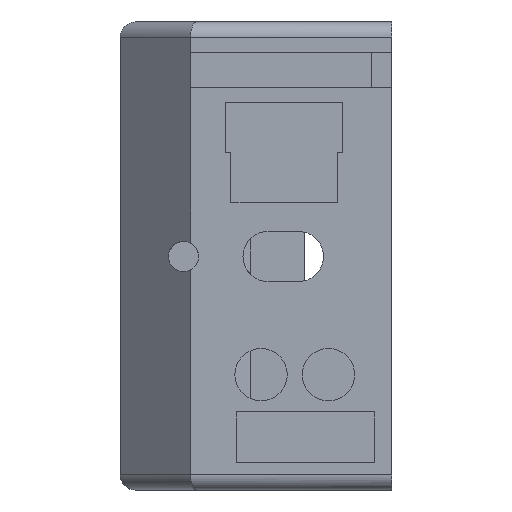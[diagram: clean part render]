
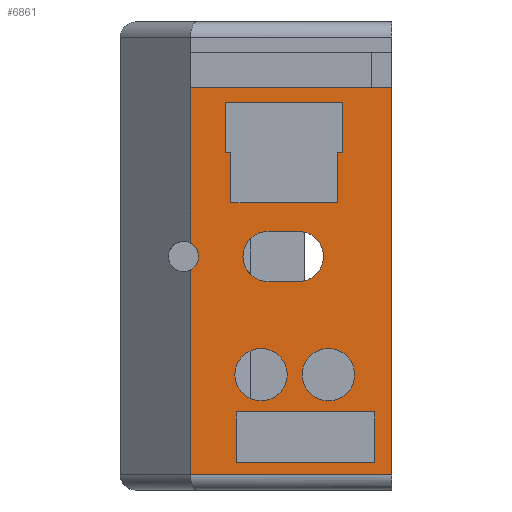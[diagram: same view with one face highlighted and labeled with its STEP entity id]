
A CAD part, left-side view. The second image highlights one B-rep face of the part: STEP entity #6861.
In plain terms, the highlighted planar face has unit normal (-1, 0, 0).
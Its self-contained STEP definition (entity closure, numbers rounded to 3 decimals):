
#120=FACE_BOUND('',#1069,.T.);
#121=FACE_BOUND('',#1070,.T.);
#122=FACE_BOUND('',#1071,.T.);
#123=FACE_BOUND('',#1072,.T.);
#124=FACE_BOUND('',#1073,.T.);
#234=PLANE('',#7319);
#415=CIRCLE('',#7255,2.5);
#418=CIRCLE('',#7261,2.5);
#423=CIRCLE('',#7317,1.5);
#424=CIRCLE('',#7320,2.6);
#425=CIRCLE('',#7321,2.6);
#662=FACE_OUTER_BOUND('',#1068,.T.);
#1068=EDGE_LOOP('',(#5228,#5229,#5230,#5231,#5232,#5233));
#1069=EDGE_LOOP('',(#5234,#5235,#5236,#5237));
#1070=EDGE_LOOP('',(#5238,#5239,#5240,#5241,#5242,#5243,#5244,#5245));
#1071=EDGE_LOOP('',(#5246,#5247,#5248,#5249));
#1072=EDGE_LOOP('',(#5250));
#1073=EDGE_LOOP('',(#5251));
#1459=LINE('',#9781,#2197);
#1460=LINE('',#9787,#2198);
#1538=LINE('',#9978,#2276);
#1557=LINE('',#10049,#2295);
#1561=LINE('',#10057,#2299);
#1564=LINE('',#10063,#2302);
#1567=LINE('',#10068,#2305);
#1569=LINE('',#10074,#2307);
#1573=LINE('',#10082,#2311);
#1576=LINE('',#10088,#2314);
#1579=LINE('',#10094,#2317);
#1582=LINE('',#10100,#2320);
#1585=LINE('',#10106,#2323);
#1588=LINE('',#10112,#2326);
#1591=LINE('',#10117,#2329);
#1625=LINE('',#10205,#2363);
#1633=LINE('',#10229,#2371);
#1637=LINE('',#10236,#2375);
#1775=LINE('',#10575,#2513);
#2197=VECTOR('',#7812,10.);
#2198=VECTOR('',#7817,10.);
#2276=VECTOR('',#7947,10.);
#2295=VECTOR('',#8002,10.);
#2299=VECTOR('',#8008,10.);
#2302=VECTOR('',#8013,10.);
#2305=VECTOR('',#8018,10.);
#2307=VECTOR('',#8024,10.);
#2311=VECTOR('',#8030,10.);
#2314=VECTOR('',#8035,10.);
#2317=VECTOR('',#8040,10.);
#2320=VECTOR('',#8045,10.);
#2323=VECTOR('',#8050,10.);
#2326=VECTOR('',#8055,10.);
#2329=VECTOR('',#8060,10.);
#2363=VECTOR('',#8140,10.);
#2371=VECTOR('',#8162,10.);
#2375=VECTOR('',#8168,10.);
#2513=VECTOR('',#8430,10.);
#2935=VERTEX_POINT('',#9778);
#2936=VERTEX_POINT('',#9780);
#2938=VERTEX_POINT('',#9784);
#2939=VERTEX_POINT('',#9786);
#3026=VERTEX_POINT('',#9976);
#3045=VERTEX_POINT('',#10047);
#3046=VERTEX_POINT('',#10048);
#3049=VERTEX_POINT('',#10056);
#3051=VERTEX_POINT('',#10062);
#3053=VERTEX_POINT('',#10072);
#3054=VERTEX_POINT('',#10073);
#3057=VERTEX_POINT('',#10081);
#3059=VERTEX_POINT('',#10087);
#3061=VERTEX_POINT('',#10093);
#3063=VERTEX_POINT('',#10099);
#3065=VERTEX_POINT('',#10105);
#3067=VERTEX_POINT('',#10111);
#3099=VERTEX_POINT('',#10203);
#3105=VERTEX_POINT('',#10220);
#3106=VERTEX_POINT('',#10222);
#3108=VERTEX_POINT('',#10228);
#3110=VERTEX_POINT('',#10234);
#3201=VERTEX_POINT('',#10576);
#3202=VERTEX_POINT('',#10578);
#3588=EDGE_CURVE('',#2935,#2936,#1459,.T.);
#3591=EDGE_CURVE('',#2938,#2939,#1460,.T.);
#3687=EDGE_CURVE('',#3026,#2935,#1538,.T.);
#3716=EDGE_CURVE('',#3045,#3046,#1557,.T.);
#3720=EDGE_CURVE('',#3049,#3045,#1561,.T.);
#3723=EDGE_CURVE('',#3051,#3049,#1564,.T.);
#3726=EDGE_CURVE('',#3046,#3051,#1567,.T.);
#3728=EDGE_CURVE('',#3053,#3054,#1569,.T.);
#3732=EDGE_CURVE('',#3057,#3053,#1573,.T.);
#3735=EDGE_CURVE('',#3059,#3057,#1576,.T.);
#3738=EDGE_CURVE('',#3061,#3059,#1579,.T.);
#3741=EDGE_CURVE('',#3063,#3061,#1582,.T.);
#3744=EDGE_CURVE('',#3065,#3063,#1585,.T.);
#3747=EDGE_CURVE('',#3067,#3065,#1588,.T.);
#3750=EDGE_CURVE('',#3054,#3067,#1591,.T.);
#3794=EDGE_CURVE('',#3099,#3026,#1625,.T.);
#3802=EDGE_CURVE('',#3106,#3105,#415,.T.);
#3805=EDGE_CURVE('',#3108,#3106,#1633,.T.);
#3809=EDGE_CURVE('',#3105,#3110,#1637,.T.);
#3813=EDGE_CURVE('',#3110,#3108,#418,.T.);
#3954=EDGE_CURVE('',#2938,#2936,#423,.T.);
#3958=EDGE_CURVE('',#3099,#2939,#1775,.T.);
#3959=EDGE_CURVE('',#3201,#3201,#424,.T.);
#3960=EDGE_CURVE('',#3202,#3202,#425,.T.);
#5228=ORIENTED_EDGE('',*,*,#3687,.F.);
#5229=ORIENTED_EDGE('',*,*,#3794,.F.);
#5230=ORIENTED_EDGE('',*,*,#3958,.T.);
#5231=ORIENTED_EDGE('',*,*,#3591,.F.);
#5232=ORIENTED_EDGE('',*,*,#3954,.T.);
#5233=ORIENTED_EDGE('',*,*,#3588,.F.);
#5234=ORIENTED_EDGE('',*,*,#3716,.T.);
#5235=ORIENTED_EDGE('',*,*,#3726,.T.);
#5236=ORIENTED_EDGE('',*,*,#3723,.T.);
#5237=ORIENTED_EDGE('',*,*,#3720,.T.);
#5238=ORIENTED_EDGE('',*,*,#3728,.T.);
#5239=ORIENTED_EDGE('',*,*,#3750,.T.);
#5240=ORIENTED_EDGE('',*,*,#3747,.T.);
#5241=ORIENTED_EDGE('',*,*,#3744,.T.);
#5242=ORIENTED_EDGE('',*,*,#3741,.T.);
#5243=ORIENTED_EDGE('',*,*,#3738,.T.);
#5244=ORIENTED_EDGE('',*,*,#3735,.T.);
#5245=ORIENTED_EDGE('',*,*,#3732,.T.);
#5246=ORIENTED_EDGE('',*,*,#3809,.T.);
#5247=ORIENTED_EDGE('',*,*,#3813,.T.);
#5248=ORIENTED_EDGE('',*,*,#3805,.T.);
#5249=ORIENTED_EDGE('',*,*,#3802,.T.);
#5250=ORIENTED_EDGE('',*,*,#3959,.T.);
#5251=ORIENTED_EDGE('',*,*,#3960,.T.);
#6861=ADVANCED_FACE('',(#662,#120,#121,#122,#123,#124),#234,.T.);
#7255=AXIS2_PLACEMENT_3D('',#10223,#8156,#8157);
#7261=AXIS2_PLACEMENT_3D('',#10257,#8175,#8176);
#7317=AXIS2_PLACEMENT_3D('',#10549,#8422,#8423);
#7319=AXIS2_PLACEMENT_3D('',#10574,#8428,#8429);
#7320=AXIS2_PLACEMENT_3D('',#10577,#8431,#8432);
#7321=AXIS2_PLACEMENT_3D('',#10579,#8433,#8434);
#7812=DIRECTION('',(0.,0.,1.));
#7817=DIRECTION('',(0.,0.,1.));
#7947=DIRECTION('',(0.,1.,0.));
#8002=DIRECTION('',(0.,-1.,0.));
#8008=DIRECTION('',(0.,0.,1.));
#8013=DIRECTION('',(0.,1.,0.));
#8018=DIRECTION('',(0.,0.,-1.));
#8024=DIRECTION('',(0.,0.,1.));
#8030=DIRECTION('',(0.,1.,0.));
#8035=DIRECTION('',(0.,0.,-1.));
#8040=DIRECTION('',(0.,1.,0.));
#8045=DIRECTION('',(0.,0.,-1.));
#8050=DIRECTION('',(0.,-1.,0.));
#8055=DIRECTION('',(0.,0.,1.));
#8060=DIRECTION('',(0.,1.,0.));
#8140=DIRECTION('',(0.,0.,-1.));
#8156=DIRECTION('center_axis',(1.,0.,0.));
#8157=DIRECTION('ref_axis',(0.,0.,-1.));
#8162=DIRECTION('',(0.,-1.,0.));
#8168=DIRECTION('',(0.,1.,0.));
#8175=DIRECTION('center_axis',(1.,0.,0.));
#8176=DIRECTION('ref_axis',(0.,0.,1.));
#8422=DIRECTION('center_axis',(1.,0.,0.));
#8423=DIRECTION('ref_axis',(0.,0.,1.));
#8428=DIRECTION('center_axis',(-1.,0.,0.));
#8429=DIRECTION('ref_axis',(0.,0.,1.));
#8430=DIRECTION('',(0.,1.,0.));
#8431=DIRECTION('center_axis',(1.,0.,0.));
#8432=DIRECTION('ref_axis',(0.,0.,1.));
#8433=DIRECTION('center_axis',(1.,0.,0.));
#8434=DIRECTION('ref_axis',(0.,0.,1.));
#9778=CARTESIAN_POINT('',(-56.8,33.,-21.7));
#9780=CARTESIAN_POINT('',(-56.8,33.,-1.327));
#9781=CARTESIAN_POINT('',(-56.8,33.,10.175));
#9784=CARTESIAN_POINT('',(-56.8,33.,1.327));
#9786=CARTESIAN_POINT('',(-56.8,33.,16.8));
#9787=CARTESIAN_POINT('',(-56.8,33.,10.175));
#9976=CARTESIAN_POINT('',(-56.8,13.,-21.7));
#9978=CARTESIAN_POINT('',(-56.8,13.,-21.7));
#10047=CARTESIAN_POINT('',(-56.8,28.451,-15.447));
#10048=CARTESIAN_POINT('',(-56.8,14.709,-15.447));
#10049=CARTESIAN_POINT('',(-56.8,20.726,-15.447));
#10056=CARTESIAN_POINT('',(-56.8,28.451,-20.447));
#10057=CARTESIAN_POINT('',(-56.8,28.451,-0.073));
#10062=CARTESIAN_POINT('',(-56.8,14.709,-20.447));
#10063=CARTESIAN_POINT('',(-56.8,13.854,-20.447));
#10068=CARTESIAN_POINT('',(-56.8,14.709,2.427));
#10072=CARTESIAN_POINT('',(-56.8,28.99,5.333));
#10073=CARTESIAN_POINT('',(-56.8,28.99,10.333));
#10074=CARTESIAN_POINT('',(-56.8,28.99,12.817));
#10081=CARTESIAN_POINT('',(-56.8,18.387,5.333));
#10082=CARTESIAN_POINT('',(-56.8,15.693,5.333));
#10087=CARTESIAN_POINT('',(-56.8,18.387,10.333));
#10088=CARTESIAN_POINT('',(-56.8,18.387,15.317));
#10093=CARTESIAN_POINT('',(-56.8,17.871,10.333));
#10094=CARTESIAN_POINT('',(-56.8,15.436,10.333));
#10099=CARTESIAN_POINT('',(-56.8,17.871,15.333));
#10100=CARTESIAN_POINT('',(-56.8,17.871,17.817));
#10105=CARTESIAN_POINT('',(-56.8,29.505,15.333));
#10106=CARTESIAN_POINT('',(-56.8,21.253,15.333));
#10111=CARTESIAN_POINT('',(-56.8,29.505,10.333));
#10112=CARTESIAN_POINT('',(-56.8,29.505,15.317));
#10117=CARTESIAN_POINT('',(-56.8,20.995,10.333));
#10203=CARTESIAN_POINT('',(-56.8,13.,16.8));
#10205=CARTESIAN_POINT('',(-56.8,13.,-11.575));
#10220=CARTESIAN_POINT('',(-56.8,22.3,-2.5));
#10222=CARTESIAN_POINT('',(-56.8,22.3,2.5));
#10223=CARTESIAN_POINT('Origin',(-56.8,22.3,0.));
#10228=CARTESIAN_POINT('',(-56.8,25.3,2.5));
#10229=CARTESIAN_POINT('',(-56.8,19.15,2.5));
#10234=CARTESIAN_POINT('',(-56.8,25.3,-2.5));
#10236=CARTESIAN_POINT('',(-56.8,17.65,-2.5));
#10257=CARTESIAN_POINT('Origin',(-56.8,25.3,0.));
#10549=CARTESIAN_POINT('Origin',(-56.8,33.7,0.));
#10574=CARTESIAN_POINT('Origin',(-56.8,13.,20.3));
#10575=CARTESIAN_POINT('',(-56.8,13.,16.8));
#10576=CARTESIAN_POINT('',(-56.8,26.,-14.35));
#10577=CARTESIAN_POINT('Origin',(-56.8,26.,-11.75));
#10578=CARTESIAN_POINT('',(-56.8,19.3,-14.35));
#10579=CARTESIAN_POINT('Origin',(-56.8,19.3,-11.75));
